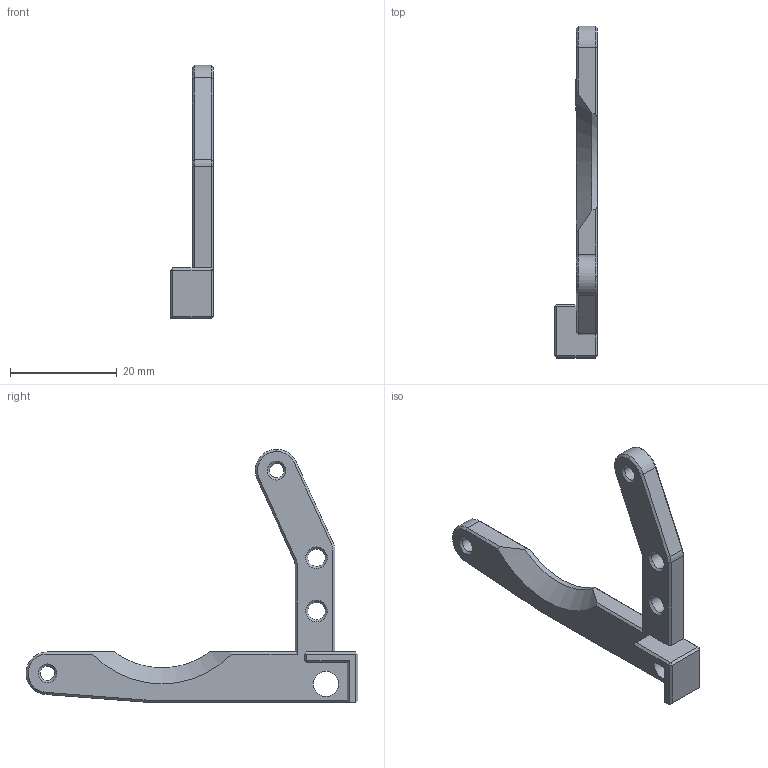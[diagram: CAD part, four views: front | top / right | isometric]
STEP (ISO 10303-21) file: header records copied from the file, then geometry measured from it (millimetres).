
FILE_DESCRIPTION(/* description */ ('STEP AP242','CAx-IF Rec.Pracs.---Representation and Presentation of Product Manufacturing Information (PMI)---4.0---2014-10-13','CAx-IF Rec.Pracs.---3D Tessellated Geometry---0.4---2014-09-14','2;1'),/* implementation_level */ '2;1');
FILE_NAME(/* name */ '62e7185ec21ec068beedbdd8',/* time_stamp */ '2022-08-01T00:03:43+00:00',/* author */ (''),/* organization */ (''),/* preprocessor_version */ 'ST-DEVELOPER v18.102',/* originating_system */ ' ',/* authorisation */ ' ');
FILE_SCHEMA (('AP242_MANAGED_MODEL_BASED_3D_ENGINEERING_MIM_LF { 1 0 10303 442 1 1 4 }'));
Length unit declared in the file: metre
Products named in the file (1): mk3 clip 2mm lower
Bounding box: 8 x 62.25 x 47.5 mm (x, y, z)
Volume: 3124.9 mm3; surface area: 2641.5 mm2
Topology: 1 solids, 1 shells, 73 faces, 176 edges, 105 vertices
Faces by surface type: plane 48, cone 11, cylinder 8, bspline 6
Full cylindrical faces by diameter (mm): 2.7 x2, 3.25 x2, 4.7 x1
Entity records: 2082 total; most frequent: CARTESIAN_POINT 466, ORIENTED_EDGE 326, DIRECTION 304, EDGE_CURVE 163, LINE 106, VECTOR 106, VERTEX_POINT 101, AXIS2_PLACEMENT_3D 99
